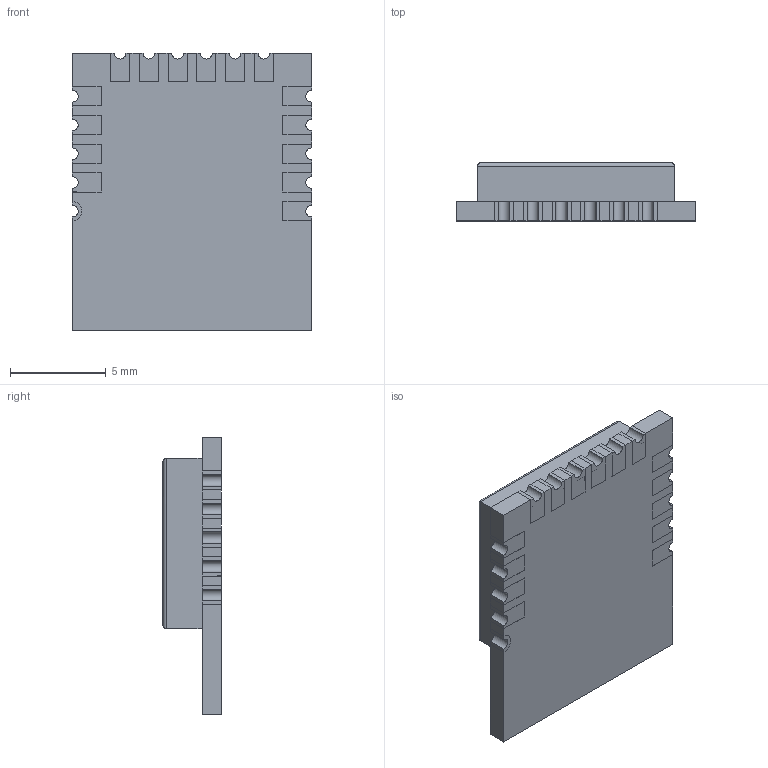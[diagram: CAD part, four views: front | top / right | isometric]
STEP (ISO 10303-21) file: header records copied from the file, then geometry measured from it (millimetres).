
FILE_DESCRIPTION (( 'STEP AP214' ), '1' );
FILE_NAME ('DA14531MOD-00F01002.STEP', '2020-06-08T12:17:04', ( '' ), ( '' ), 'SwSTEP 2.0', 'SolidWorks 2017', '' );
FILE_SCHEMA (( 'AUTOMOTIVE_DESIGN' ));
Length unit declared in the file: millimetre
Products named in the file (1): DA14531MOD-00F01002
Bounding box: 12.5 x 3.05 x 14.5 mm (x, y, z)
Volume: 366.6 mm3; surface area: 810 mm2
Topology: 22 solids, 22 shells, 320 faces, 812 edges, 540 vertices
Faces by surface type: plane 298, cylinder 22
Entity records: 9683 total; most frequent: CARTESIAN_POINT 1685, ORIENTED_EDGE 1624, DIRECTION 1486, EDGE_CURVE 812, LINE 772, VECTOR 772, VERTEX_POINT 540, AXIS2_PLACEMENT_3D 357
